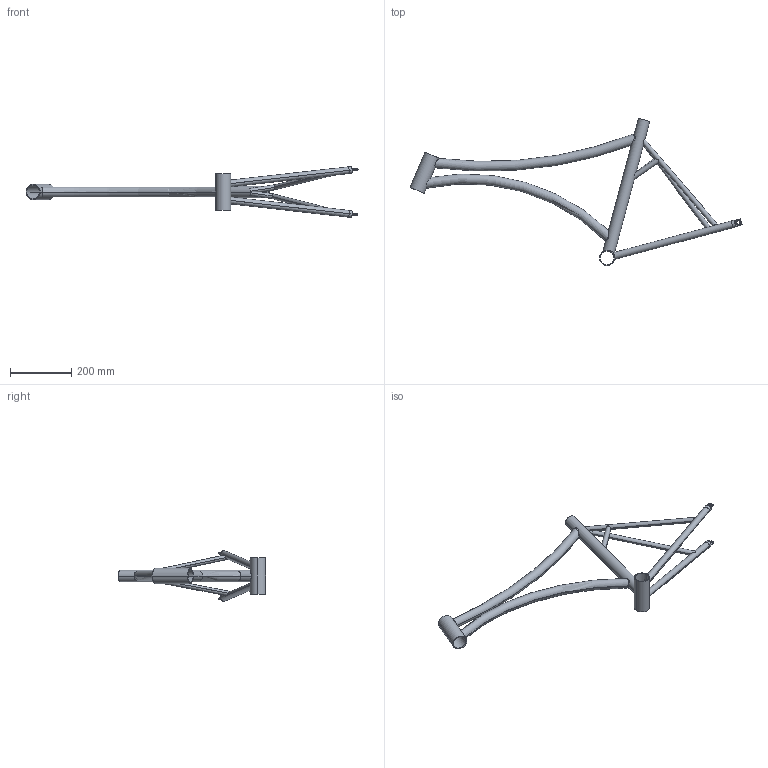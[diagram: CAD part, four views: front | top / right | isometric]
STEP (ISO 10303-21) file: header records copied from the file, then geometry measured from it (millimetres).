
FILE_DESCRIPTION (( 'STEP AP214' ), '1' );
FILE_NAME ('Bicycle Frame Updated.STEP', '2026-01-27T16:37:48', ( '' ), ( '' ), 'SwSTEP 2.0', 'SolidWorks 2025', '' );
FILE_SCHEMA (( 'AUTOMOTIVE_DESIGN' ));
Length unit declared in the file: millimetre
Products named in the file (1): Bicycle Frame Updated
Bounding box: 1082.84 x 479.93 x 165.93 mm (x, y, z)
Volume: 434919.8 mm3; surface area: 621923.3 mm2
Topology: 15 solids, 15 shells, 165 faces, 389 edges, 240 vertices
Faces by surface type: cylinder 92, plane 24, torus 19, sphere 18, bspline 12
Entity records: 9816 total; most frequent: CARTESIAN_POINT 6046, ORIENTED_EDGE 764, DIRECTION 719, EDGE_CURVE 382, AXIS2_PLACEMENT_3D 304, VERTEX_POINT 236, EDGE_LOOP 180, FACE_OUTER_BOUND 165
